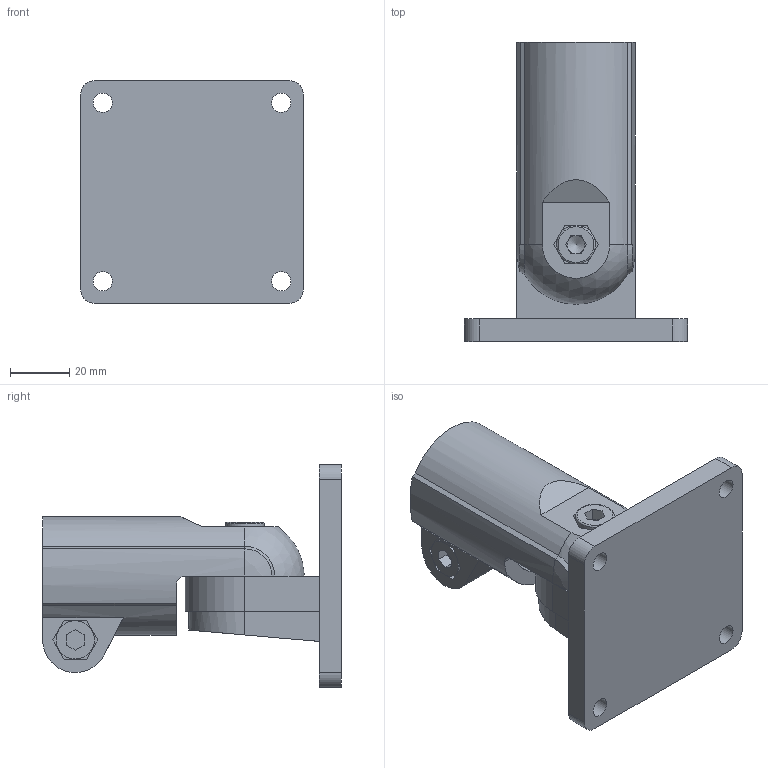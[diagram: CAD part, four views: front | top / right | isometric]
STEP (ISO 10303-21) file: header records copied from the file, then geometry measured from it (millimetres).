
FILE_DESCRIPTION( ( 'STEP AP214' ), '1' );
FILE_NAME( 'K0490.30.stp', '2020-12-08T10:29:02', ( '' ), ( '' ), ' ', 'PARTsolutions', ' ' );
FILE_SCHEMA( ( 'AUTOMOTIVE_DESIGN { 1 0 10303 214 1 1 1 1 }' ) );
Length unit declared in the file: millimetre
Products named in the file (5): K0490.30; _K0490.30_a; _K1148.208; _K0484.30; _K0869.08X25
Assembly tree (4 placements, depth 2):
  K0490.30
    _K0490.30_a
    _K1148.208
    _K0484.30
    _K0869.08X25
Bounding box: 75 x 100.5 x 75 mm (x, y, z)
Volume: 117534 mm3; surface area: 42689.4 mm2
Topology: 4 solids, 4 shells, 202 faces, 520 edges, 338 vertices
Faces by surface type: plane 120, cylinder 48, cone 26, torus 5, sphere 3
Full cylindrical faces by diameter (mm): 6.5 x4, 6.647 x1, 8 x3, 8.1 x2, 8.5 x2, 12.6 x2, 12.88 x1, 13 x1, 22 x1, 28.2 x2, 34.8 x2
Entity records: 7760 total; most frequent: CARTESIAN_POINT 1276, DIRECTION 996, ORIENTED_EDGE 946, EDGE_CURVE 473, AXIS2_PLACEMENT_3D 362, VERTEX_POINT 326, LINE 272, VECTOR 272
